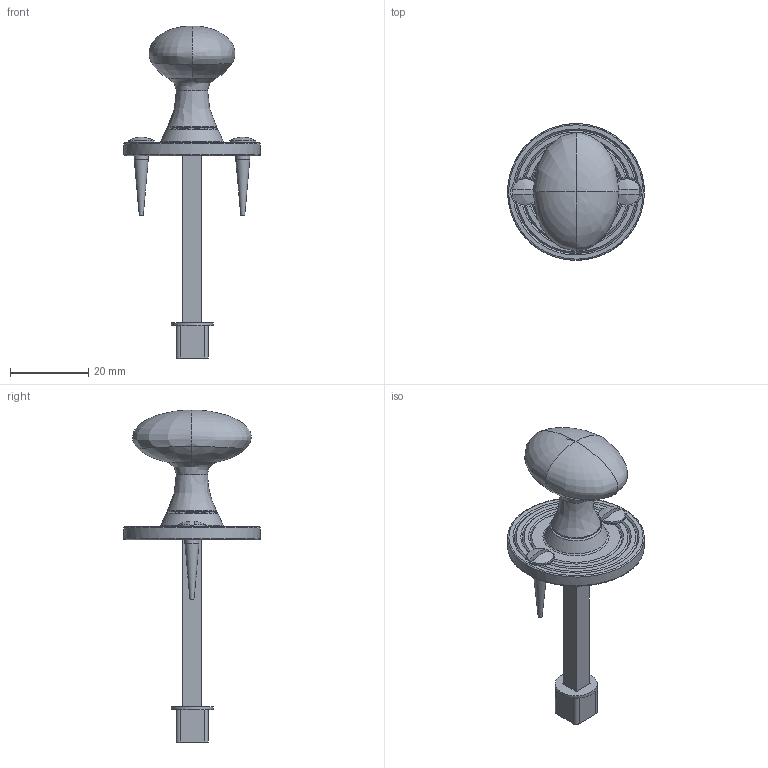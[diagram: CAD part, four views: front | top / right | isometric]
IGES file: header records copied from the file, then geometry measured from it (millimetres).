
Global section: file name: P8172T; native system: Autodesk Inventor 2018; preprocessor: unknown; author: aduggalther; date: 20190708.091309; units: millimetre
Bounding box: 35 x 34.98 x 85.03 mm (x, y, z)
Volume: 10480.8 mm3; surface area: 7505.8 mm2
Topology: 8 solids, 8 shells, 144 faces, 404 edges, 273 vertices
Faces by surface type: bspline 144
